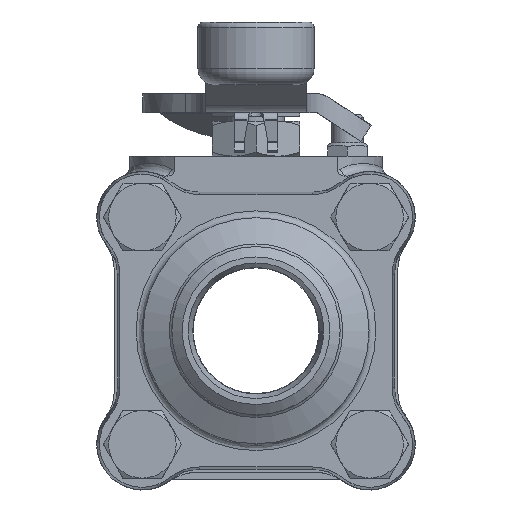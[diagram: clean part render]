
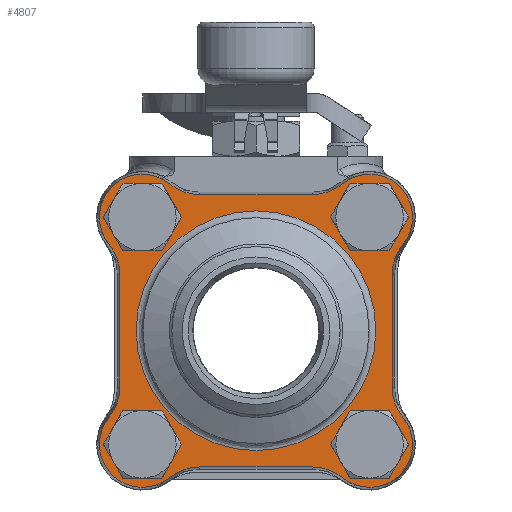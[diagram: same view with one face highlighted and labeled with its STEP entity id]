
A CAD part, front view. The second image highlights one B-rep face of the part: STEP entity #4807.
In plain terms, the highlighted face is planar.
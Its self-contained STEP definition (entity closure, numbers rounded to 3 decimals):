
#4234=CARTESIAN_POINT('',(36.963,11.125,-21.744));
#4235=VERTEX_POINT('',#4234);
#4242=CARTESIAN_POINT('',(34.267,11.125,-14.171));
#4243=VERTEX_POINT('',#4242);
#4244=CARTESIAN_POINT('',(46.25,11.125,-14.171));
#4245=DIRECTION('',(0.0,1.0,0.0));
#4246=DIRECTION('',(-0.775,0.0,-0.632));
#4247=AXIS2_PLACEMENT_3D('',#4244,#4245,#4246);
#4248=CIRCLE('',#4247,11.983);
#4249=EDGE_CURVE('',#4235,#4243,#4248,.T.);
#4266=CARTESIAN_POINT('',(21.744,11.125,-36.963));
#4267=VERTEX_POINT('',#4266);
#4274=CARTESIAN_POINT('',(28.58,11.125,-28.58));
#4275=DIRECTION('',(0.0,-1.,0.0));
#4276=DIRECTION('',(-0.775,0.0,-0.632));
#4277=AXIS2_PLACEMENT_3D('',#4274,#4275,#4276);
#4278=CIRCLE('',#4277,10.817);
#4279=EDGE_CURVE('',#4267,#4235,#4278,.T.);
#4291=CARTESIAN_POINT('',(14.171,11.125,-34.267));
#4292=VERTEX_POINT('',#4291);
#4299=CARTESIAN_POINT('',(14.171,11.125,-46.25));
#4300=DIRECTION('',(0.0,1.0,0.0));
#4301=DIRECTION('',(0.0,0.0,1.0));
#4302=AXIS2_PLACEMENT_3D('',#4299,#4300,#4301);
#4303=CIRCLE('',#4302,11.983);
#4304=EDGE_CURVE('',#4292,#4267,#4303,.T.);
#4316=CARTESIAN_POINT('',(-14.171,11.125,-34.267));
#4317=VERTEX_POINT('',#4316);
#4324=CARTESIAN_POINT('',(-14.171,11.125,-34.267));
#4325=DIRECTION('',(1.0,0.0,0.0));
#4326=VECTOR('',#4325,28.343);
#4327=LINE('',#4324,#4326);
#4328=EDGE_CURVE('',#4317,#4292,#4327,.T.);
#4340=CARTESIAN_POINT('',(-21.744,11.125,-36.963));
#4341=VERTEX_POINT('',#4340);
#4348=CARTESIAN_POINT('',(-14.171,11.125,-46.25));
#4349=DIRECTION('',(0.0,1.0,0.0));
#4350=DIRECTION('',(-0.632,0.0,0.775));
#4351=AXIS2_PLACEMENT_3D('',#4348,#4349,#4350);
#4352=CIRCLE('',#4351,11.983);
#4353=EDGE_CURVE('',#4341,#4317,#4352,.T.);
#4365=CARTESIAN_POINT('',(-36.963,11.125,-21.744));
#4366=VERTEX_POINT('',#4365);
#4373=CARTESIAN_POINT('',(-28.58,11.125,-28.58));
#4374=DIRECTION('',(0.0,-1.0,0.0));
#4375=DIRECTION('',(-0.632,0.0,0.775));
#4376=AXIS2_PLACEMENT_3D('',#4373,#4374,#4375);
#4377=CIRCLE('',#4376,10.817);
#4378=EDGE_CURVE('',#4366,#4341,#4377,.T.);
#4390=CARTESIAN_POINT('',(-34.267,11.125,-14.171));
#4391=VERTEX_POINT('',#4390);
#4398=CARTESIAN_POINT('',(-46.25,11.125,-14.171));
#4399=DIRECTION('',(0.0,1.0,0.0));
#4400=DIRECTION('',(1.0,0.0,0.0));
#4401=AXIS2_PLACEMENT_3D('',#4398,#4399,#4400);
#4402=CIRCLE('',#4401,11.983);
#4403=EDGE_CURVE('',#4391,#4366,#4402,.T.);
#4415=CARTESIAN_POINT('',(-34.267,11.125,14.171));
#4416=VERTEX_POINT('',#4415);
#4423=CARTESIAN_POINT('',(-34.267,11.125,14.171));
#4424=DIRECTION('',(0.0,0.0,-1.0));
#4425=VECTOR('',#4424,28.343);
#4426=LINE('',#4423,#4425);
#4427=EDGE_CURVE('',#4416,#4391,#4426,.T.);
#4653=CARTESIAN_POINT('',(0.,11.125,-30.15));
#4654=VERTEX_POINT('',#4653);
#4655=CARTESIAN_POINT('',(0.0,11.125,0.0));
#4656=DIRECTION('',(0.0,1.0,0.0));
#4657=DIRECTION('',(0.0,0.0,1.0));
#4658=AXIS2_PLACEMENT_3D('',#4655,#4656,#4657);
#4659=CIRCLE('',#4658,30.15);
#4660=EDGE_CURVE('',#4654,#4654,#4659,.T.);
#4677=CARTESIAN_POINT('',(0.,11.125,0.));
#4678=DIRECTION('',(0.0,1.0,0.0));
#4679=DIRECTION('',(0.0,0.0,1.0));
#4680=AXIS2_PLACEMENT_3D('',#4677,#4678,#4679);
#4681=PLANE('',#4680);
#4682=CARTESIAN_POINT('',(-36.963,11.125,21.744));
#4683=VERTEX_POINT('',#4682);
#4684=CARTESIAN_POINT('',(-46.25,11.125,14.171));
#4685=DIRECTION('',(0.0,1.0,0.0));
#4686=DIRECTION('',(0.775,0.0,0.632));
#4687=AXIS2_PLACEMENT_3D('',#4684,#4685,#4686);
#4688=CIRCLE('',#4687,11.983);
#4689=EDGE_CURVE('',#4683,#4416,#4688,.T.);
#4690=ORIENTED_EDGE('',*,*,#4689,.F.);
#4691=CARTESIAN_POINT('',(-21.744,11.125,36.963));
#4692=VERTEX_POINT('',#4691);
#4693=CARTESIAN_POINT('',(-28.58,11.125,28.58));
#4694=DIRECTION('',(0.0,-1.0,0.0));
#4695=DIRECTION('',(0.775,0.0,0.632));
#4696=AXIS2_PLACEMENT_3D('',#4693,#4694,#4695);
#4697=CIRCLE('',#4696,10.817);
#4698=EDGE_CURVE('',#4692,#4683,#4697,.T.);
#4699=ORIENTED_EDGE('',*,*,#4698,.F.);
#4700=CARTESIAN_POINT('',(-14.171,11.125,34.267));
#4701=VERTEX_POINT('',#4700);
#4702=CARTESIAN_POINT('',(-14.171,11.125,46.25));
#4703=DIRECTION('',(0.0,1.0,0.0));
#4704=DIRECTION('',(0.0,0.0,-1.0));
#4705=AXIS2_PLACEMENT_3D('',#4702,#4703,#4704);
#4706=CIRCLE('',#4705,11.983);
#4707=EDGE_CURVE('',#4701,#4692,#4706,.T.);
#4708=ORIENTED_EDGE('',*,*,#4707,.F.);
#4709=CARTESIAN_POINT('',(14.171,11.125,34.267));
#4710=VERTEX_POINT('',#4709);
#4711=CARTESIAN_POINT('',(14.171,11.125,34.267));
#4712=DIRECTION('',(-1.0,0.0,0.0));
#4713=VECTOR('',#4712,28.343);
#4714=LINE('',#4711,#4713);
#4715=EDGE_CURVE('',#4710,#4701,#4714,.T.);
#4716=ORIENTED_EDGE('',*,*,#4715,.F.);
#4717=CARTESIAN_POINT('',(21.744,11.125,36.963));
#4718=VERTEX_POINT('',#4717);
#4719=CARTESIAN_POINT('',(14.171,11.125,46.25));
#4720=DIRECTION('',(0.0,1.0,0.0));
#4721=DIRECTION('',(0.632,0.0,-0.775));
#4722=AXIS2_PLACEMENT_3D('',#4719,#4720,#4721);
#4723=CIRCLE('',#4722,11.983);
#4724=EDGE_CURVE('',#4718,#4710,#4723,.T.);
#4725=ORIENTED_EDGE('',*,*,#4724,.F.);
#4726=CARTESIAN_POINT('',(36.963,11.125,21.744));
#4727=VERTEX_POINT('',#4726);
#4728=CARTESIAN_POINT('',(28.58,11.125,28.58));
#4729=DIRECTION('',(0.0,-1.0,0.0));
#4730=DIRECTION('',(0.632,0.0,-0.775));
#4731=AXIS2_PLACEMENT_3D('',#4728,#4729,#4730);
#4732=CIRCLE('',#4731,10.817);
#4733=EDGE_CURVE('',#4727,#4718,#4732,.T.);
#4734=ORIENTED_EDGE('',*,*,#4733,.F.);
#4735=CARTESIAN_POINT('',(34.267,11.125,14.171));
#4736=VERTEX_POINT('',#4735);
#4737=CARTESIAN_POINT('',(46.25,11.125,14.171));
#4738=DIRECTION('',(0.0,1.0,0.0));
#4739=DIRECTION('',(-1.0,0.0,0.0));
#4740=AXIS2_PLACEMENT_3D('',#4737,#4738,#4739);
#4741=CIRCLE('',#4740,11.983);
#4742=EDGE_CURVE('',#4736,#4727,#4741,.T.);
#4743=ORIENTED_EDGE('',*,*,#4742,.F.);
#4744=CARTESIAN_POINT('',(34.267,11.125,-14.171));
#4745=DIRECTION('',(0.0,0.0,1.0));
#4746=VECTOR('',#4745,28.343);
#4747=LINE('',#4744,#4746);
#4748=EDGE_CURVE('',#4243,#4736,#4747,.T.);
#4749=ORIENTED_EDGE('',*,*,#4748,.F.);
#4750=ORIENTED_EDGE('',*,*,#4249,.F.);
#4751=ORIENTED_EDGE('',*,*,#4279,.F.);
#4752=ORIENTED_EDGE('',*,*,#4304,.F.);
#4753=ORIENTED_EDGE('',*,*,#4328,.F.);
#4754=ORIENTED_EDGE('',*,*,#4353,.F.);
#4755=ORIENTED_EDGE('',*,*,#4378,.F.);
#4756=ORIENTED_EDGE('',*,*,#4403,.F.);
#4757=ORIENTED_EDGE('',*,*,#4427,.F.);
#4758=EDGE_LOOP('',(#4690,#4699,#4708,#4716,#4725,#4734,#4743,#4749,#4750,#4751,#4752,#4753,#4754,#4755,#4756,#4757));
#4759=FACE_OUTER_BOUND('',#4758,.T.);
#4760=CARTESIAN_POINT('',(-33.83,11.125,28.58));
#4761=VERTEX_POINT('',#4760);
#4762=CARTESIAN_POINT('',(-28.58,11.125,28.58));
#4763=DIRECTION('',(0.0,-1.0,0.0));
#4764=DIRECTION('',(1.0,0.0,0.0));
#4765=AXIS2_PLACEMENT_3D('',#4762,#4763,#4764);
#4766=CIRCLE('',#4765,5.25);
#4767=EDGE_CURVE('',#4761,#4761,#4766,.T.);
#4768=ORIENTED_EDGE('',*,*,#4767,.T.);
#4769=EDGE_LOOP('',(#4768));
#4770=FACE_BOUND('',#4769,.T.);
#4771=CARTESIAN_POINT('',(28.58,11.125,33.83));
#4772=VERTEX_POINT('',#4771);
#4773=CARTESIAN_POINT('',(28.58,11.125,28.58));
#4774=DIRECTION('',(0.0,-1.0,0.0));
#4775=DIRECTION('',(0.0,0.0,-1.0));
#4776=AXIS2_PLACEMENT_3D('',#4773,#4774,#4775);
#4777=CIRCLE('',#4776,5.25);
#4778=EDGE_CURVE('',#4772,#4772,#4777,.T.);
#4779=ORIENTED_EDGE('',*,*,#4778,.T.);
#4780=EDGE_LOOP('',(#4779));
#4781=FACE_BOUND('',#4780,.T.);
#4782=CARTESIAN_POINT('',(33.83,11.125,-28.58));
#4783=VERTEX_POINT('',#4782);
#4784=CARTESIAN_POINT('',(28.58,11.125,-28.58));
#4785=DIRECTION('',(0.0,-1.0,0.0));
#4786=DIRECTION('',(-1.0,0.0,0.0));
#4787=AXIS2_PLACEMENT_3D('',#4784,#4785,#4786);
#4788=CIRCLE('',#4787,5.25);
#4789=EDGE_CURVE('',#4783,#4783,#4788,.T.);
#4790=ORIENTED_EDGE('',*,*,#4789,.T.);
#4791=EDGE_LOOP('',(#4790));
#4792=FACE_BOUND('',#4791,.T.);
#4793=CARTESIAN_POINT('',(-28.58,11.125,-33.83));
#4794=VERTEX_POINT('',#4793);
#4795=CARTESIAN_POINT('',(-28.58,11.125,-28.58));
#4796=DIRECTION('',(0.0,-1.0,0.0));
#4797=DIRECTION('',(0.0,0.0,1.0));
#4798=AXIS2_PLACEMENT_3D('',#4795,#4796,#4797);
#4799=CIRCLE('',#4798,5.25);
#4800=EDGE_CURVE('',#4794,#4794,#4799,.T.);
#4801=ORIENTED_EDGE('',*,*,#4800,.T.);
#4802=EDGE_LOOP('',(#4801));
#4803=FACE_BOUND('',#4802,.T.);
#4804=ORIENTED_EDGE('',*,*,#4660,.F.);
#4805=EDGE_LOOP('',(#4804));
#4806=FACE_BOUND('',#4805,.T.);
#4807=ADVANCED_FACE('',(#4759,#4770,#4781,#4792,#4803,#4806),#4681,.T.);
